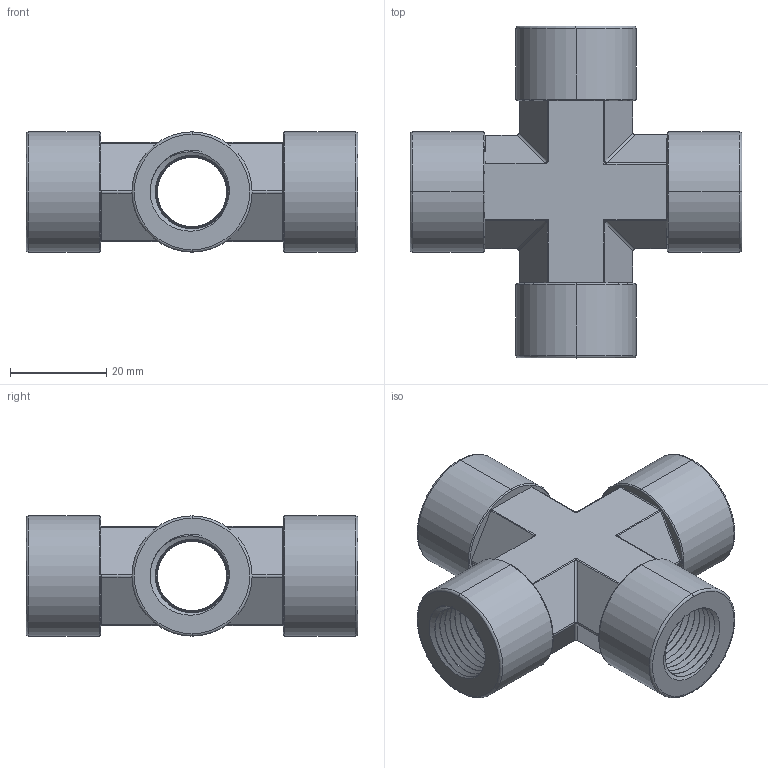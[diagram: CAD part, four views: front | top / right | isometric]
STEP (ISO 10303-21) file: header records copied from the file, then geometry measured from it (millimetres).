
FILE_DESCRIPTION((''),'2;1');
FILE_NAME('001_H-SXA_MASTER','2025-07-08T08:16:22',('Administrator'),(''),'CREO PARAMETRIC BY PTC INC, 2020184','CREO PARAMETRIC BY PTC INC, 2020184','');
FILE_SCHEMA(('AUTOMOTIVE_DESIGN { 1 0 10303 214 1 1 1 1 }'));
Products named in the file (1): 001_H-SXA_MASTER
Bounding box: 69 x 69 x 25 mm (x, y, z)
Volume: 27913 mm3; surface area: 18220.2 mm2
Topology: 1 solids, 1 shells, 270 faces, 690 edges, 438 vertices
Faces by surface type: cone 80, cylinder 70, bspline 57, plane 34, torus 29
Entity records: 41199 total; most frequent: CARTESIAN_POINT 33094, ORIENTED_EDGE 1354, DIRECTION 995, PRESENTATION_STYLE_ASSIGNMENT 692, STYLED_ITEM 692, CURVE_STYLE 691, EDGE_CURVE 677, VERTEX_POINT 411
